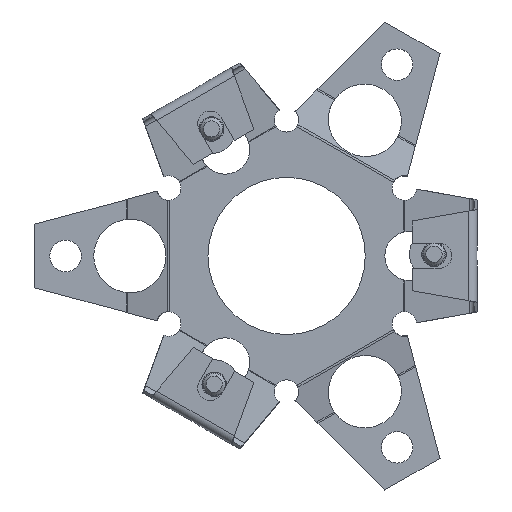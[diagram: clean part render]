
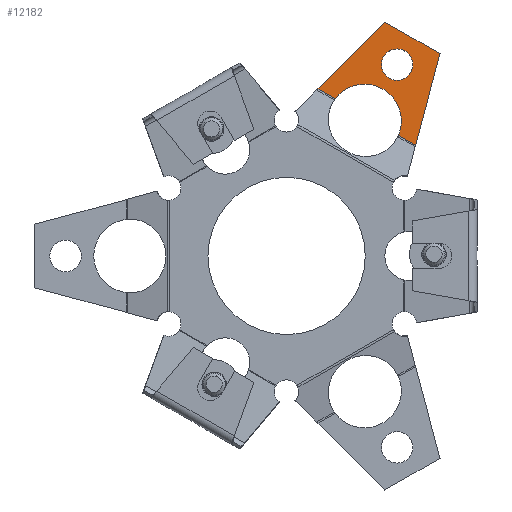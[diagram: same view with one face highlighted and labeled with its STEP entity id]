
A CAD part, top view. The second image highlights one B-rep face of the part: STEP entity #12182.
In plain terms, the highlighted planar face has unit normal (0, 0, 1).
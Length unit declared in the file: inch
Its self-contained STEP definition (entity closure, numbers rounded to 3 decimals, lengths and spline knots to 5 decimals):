
#177 = CARTESIAN_POINT ( 'NONE',  ( 0.56201, 0.97343, -0.04 ) ) ;
#194 = DIRECTION ( 'NONE',  ( 0.866, -0.5, 0. ) ) ;
#271 = ORIENTED_EDGE ( 'NONE', *, *, #7845, .T. ) ;
#440 = ORIENTED_EDGE ( 'NONE', *, *, #3335, .T. ) ;
#548 = EDGE_CURVE ( 'NONE', #6658, #6132, #5085, .T. ) ;
#631 = VERTEX_POINT ( 'NONE', #5416 ) ;
#718 = DIRECTION ( 'NONE',  ( -0.5, -0.866, 0. ) ) ;
#838 = CARTESIAN_POINT ( 'NONE',  ( 0.7805, 1.02855, -0.04 ) ) ;
#862 = VECTOR ( 'NONE', #7068, 39.37008 ) ;
#1141 = AXIS2_PLACEMENT_3D ( 'NONE', #10685, #4680, #11707 ) ;
#1152 = VECTOR ( 'NONE', #7353, 39.37008 ) ;
#1190 = DIRECTION ( 'NONE',  ( 0.5, 0.866, 0. ) ) ;
#1333 = ORIENTED_EDGE ( 'NONE', *, *, #1498, .T. ) ;
#1396 = VERTEX_POINT ( 'NONE', #4634 ) ;
#1498 = EDGE_CURVE ( 'NONE', #2642, #9305, #6561, .T. ) ;
#1709 = CARTESIAN_POINT ( 'NONE',  ( 0.34086, 1.28238, -0.04 ) ) ;
#1820 = CARTESIAN_POINT ( 'NONE',  ( 0.52201, 0.90415, -0.04 ) ) ;
#2277 = CIRCLE ( 'NONE', #10450, 0.1875 ) ;
#2293 = FACE_OUTER_BOUND ( 'NONE', #7826, .T. ) ;
#2330 = CARTESIAN_POINT ( 'NONE',  ( 0.10536, 0.87448, -0.04 ) ) ;
#2374 = AXIS2_PLACEMENT_3D ( 'NONE', #177, #7213, #1190 ) ;
#2385 = VECTOR ( 'NONE', #7709, 39.37008 ) ;
#2642 = VERTEX_POINT ( 'NONE', #4423 ) ;
#2675 = CARTESIAN_POINT ( 'NONE',  ( 0.60201, 1.04271, -0.04 ) ) ;
#3012 = EDGE_CURVE ( 'NONE', #6099, #1396, #11232, .T. ) ;
#3298 = VERTEX_POINT ( 'NONE', #7613 ) ;
#3301 = PLANE ( 'NONE',  #4201 ) ;
#3335 = EDGE_CURVE ( 'NONE', #631, #3298, #7746, .T. ) ;
#3341 = DIRECTION ( 'NONE',  ( 0., 0., -1. ) ) ;
#3795 = CARTESIAN_POINT ( 'NONE',  ( 0.56201, 0.97343, -0.04 ) ) ;
#3798 = CARTESIAN_POINT ( 'NONE',  ( 0.15985, 0.84956, -0.04 ) ) ;
#4197 = CIRCLE ( 'NONE', #12748, 0.08 ) ;
#4201 = AXIS2_PLACEMENT_3D ( 'NONE', #2330, #3341, #10361 ) ;
#4393 = VERTEX_POINT ( 'NONE', #838 ) ;
#4423 = CARTESIAN_POINT ( 'NONE',  ( 0.56902, 0.61332, -0.04 ) ) ;
#4634 = CARTESIAN_POINT ( 'NONE',  ( 0.5005, 1.19021, -0.04 ) ) ;
#4680 = DIRECTION ( 'NONE',  ( 0., 0., -1. ) ) ;
#4765 = ORIENTED_EDGE ( 'NONE', *, *, #8788, .T. ) ;
#4788 = DIRECTION ( 'NONE',  ( 0.5, 0.866, 0. ) ) ;
#4800 = DIRECTION ( 'NONE',  ( 0.866, -0.5, 0. ) ) ;
#5085 = CIRCLE ( 'NONE', #2374, 0.08 ) ;
#5322 = CARTESIAN_POINT ( 'NONE',  ( 0.59615, 0.34057, -0.04 ) ) ;
#5416 = CARTESIAN_POINT ( 'NONE',  ( 0.24664, 0.79945, -0.04 ) ) ;
#5420 = EDGE_LOOP ( 'NONE', ( #7848, #8003 ) ) ;
#6099 = VERTEX_POINT ( 'NONE', #3798 ) ;
#6132 = VERTEX_POINT ( 'NONE', #1820 ) ;
#6251 = VECTOR ( 'NONE', #4800, 39.37008 ) ;
#6535 = VECTOR ( 'NONE', #194, 39.37008 ) ;
#6561 = LINE ( 'NONE', #10823, #6251 ) ;
#6658 = VERTEX_POINT ( 'NONE', #2675 ) ;
#6744 = DIRECTION ( 'NONE',  ( 0., 0., -1. ) ) ;
#7068 = DIRECTION ( 'NONE',  ( 0.707, 0.707, 0. ) ) ;
#7213 = DIRECTION ( 'NONE',  ( 0., 0., 1. ) ) ;
#7250 = ORIENTED_EDGE ( 'NONE', *, *, #3012, .F. ) ;
#7353 = DIRECTION ( 'NONE',  ( 0.259, 0.966, 0. ) ) ;
#7613 = CARTESIAN_POINT ( 'NONE',  ( 0.49026, 0.84916, -0.04 ) ) ;
#7629 = EDGE_CURVE ( 'NONE', #6099, #631, #9500, .T. ) ;
#7709 = DIRECTION ( 'NONE',  ( 0.866, -0.5, 0. ) ) ;
#7746 = CIRCLE ( 'NONE', #1141, 0.1875 ) ;
#7826 = EDGE_LOOP ( 'NONE', ( #4765, #11627, #7250, #10784, #440, #271, #1333 ) ) ;
#7845 = EDGE_CURVE ( 'NONE', #3298, #2642, #2277, .T. ) ;
#7848 = ORIENTED_EDGE ( 'NONE', *, *, #548, .F. ) ;
#8003 = ORIENTED_EDGE ( 'NONE', *, *, #11847, .F. ) ;
#8156 = CARTESIAN_POINT ( 'NONE',  ( 0.65581, 0.56322, -0.04 ) ) ;
#8788 = EDGE_CURVE ( 'NONE', #9305, #4393, #9164, .T. ) ;
#9028 = CARTESIAN_POINT ( 'NONE',  ( -0.00313, 0.68657, -0.04 ) ) ;
#9164 = LINE ( 'NONE', #5322, #1152 ) ;
#9305 = VERTEX_POINT ( 'NONE', #8156 ) ;
#9357 = FACE_BOUND ( 'NONE', #5420, .T. ) ;
#9500 = LINE ( 'NONE', #12235, #6535 ) ;
#9778 = EDGE_CURVE ( 'NONE', #1396, #4393, #10086, .T. ) ;
#10086 = LINE ( 'NONE', #1709, #2385 ) ;
#10361 = DIRECTION ( 'NONE',  ( -0.5, -0.866, 0. ) ) ;
#10450 = AXIS2_PLACEMENT_3D ( 'NONE', #12733, #6744, #718 ) ;
#10685 = CARTESIAN_POINT ( 'NONE',  ( 0.39651, 0.68678, -0.04 ) ) ;
#10784 = ORIENTED_EDGE ( 'NONE', *, *, #7629, .T. ) ;
#10810 = DIRECTION ( 'NONE',  ( 0., 0., 1. ) ) ;
#10823 = CARTESIAN_POINT ( 'NONE',  ( 0.10819, 0.87939, -0.04 ) ) ;
#11232 = LINE ( 'NONE', #9028, #862 ) ;
#11627 = ORIENTED_EDGE ( 'NONE', *, *, #9778, .F. ) ;
#11707 = DIRECTION ( 'NONE',  ( -0.5, -0.866, 0. ) ) ;
#11847 = EDGE_CURVE ( 'NONE', #6132, #6658, #4197, .T. ) ;
#12182 = ADVANCED_FACE ( 'NONE', ( #9357, #2293 ), #3301, .F. ) ;
#12235 = CARTESIAN_POINT ( 'NONE',  ( 0.10819, 0.87939, -0.04 ) ) ;
#12733 = CARTESIAN_POINT ( 'NONE',  ( 0.39651, 0.68678, -0.04 ) ) ;
#12748 = AXIS2_PLACEMENT_3D ( 'NONE', #3795, #10810, #4788 ) ;
